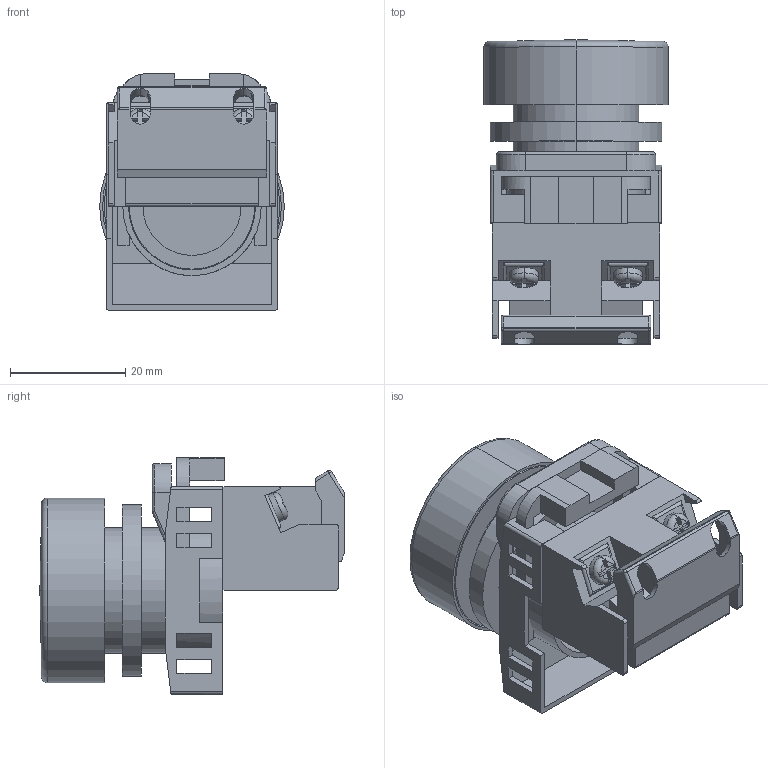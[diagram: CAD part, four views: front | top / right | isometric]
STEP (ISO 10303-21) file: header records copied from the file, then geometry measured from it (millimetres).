
FILE_DESCRIPTION (( 'STEP AP214' ), '1' );
FILE_NAME ('AR22F0R-10SZA.step', '2017-08-28T21:14:33', ( '' ), ( '' ), 'SwSTEP 2.0', 'SolidWorks 2017', '' );
FILE_SCHEMA (( 'AUTOMOTIVE_DESIGN' ));
Length unit declared in the file: millimetre
Products named in the file (1): AR22F0R-10SZA
Bounding box: 32 x 52.75 x 41 mm (x, y, z)
Volume: 27343 mm3; surface area: 19391.1 mm2
Topology: 12 solids, 12 shells, 295 faces, 790 edges, 515 vertices
Faces by surface type: plane 201, cylinder 74, torus 8, sphere 7, bspline 5
Entity records: 9751 total; most frequent: CARTESIAN_POINT 2360, ORIENTED_EDGE 1576, DIRECTION 1398, EDGE_CURVE 788, LINE 554, VECTOR 554, VERTEX_POINT 515, AXIS2_PLACEMENT_3D 422
